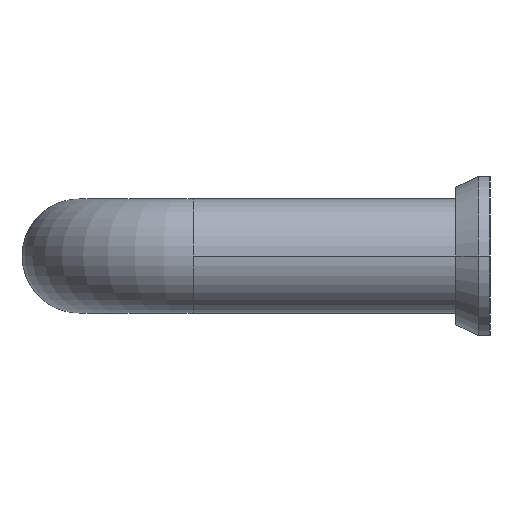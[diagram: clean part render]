
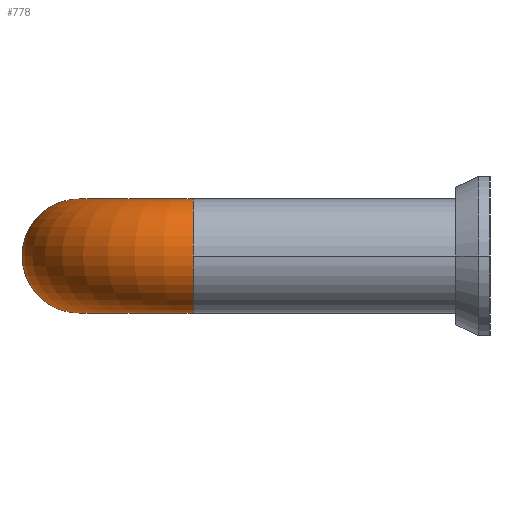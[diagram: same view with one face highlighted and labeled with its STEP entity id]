
A CAD part, left-side view. The second image highlights one B-rep face of the part: STEP entity #778.
In plain terms, the highlighted toroidal (fillet/blend) face has major radius 10 mm and minor radius 5 mm.
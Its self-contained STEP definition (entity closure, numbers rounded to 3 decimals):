
#128=TOROIDAL_SURFACE('',#836,10.,5.);
#134=CIRCLE('',#829,5.);
#139=CIRCLE('',#835,5.);
#140=CIRCLE('',#837,5.);
#141=CIRCLE('',#838,10.);
#142=CIRCLE('',#839,10.);
#143=CIRCLE('',#840,5.);
#204=VERTEX_POINT('',#1215);
#205=VERTEX_POINT('',#1217);
#207=VERTEX_POINT('',#1224);
#208=VERTEX_POINT('',#1228);
#209=VERTEX_POINT('',#1229);
#210=VERTEX_POINT('',#1232);
#346=EDGE_CURVE('',#205,#204,#134,.T.);
#351=EDGE_CURVE('',#204,#207,#139,.T.);
#352=EDGE_CURVE('',#208,#209,#140,.T.);
#353=EDGE_CURVE('',#205,#208,#141,.T.);
#354=EDGE_CURVE('',#207,#210,#142,.T.);
#355=EDGE_CURVE('',#209,#210,#143,.T.);
#460=ORIENTED_EDGE('',*,*,#352,.F.);
#461=ORIENTED_EDGE('',*,*,#353,.F.);
#462=ORIENTED_EDGE('',*,*,#346,.T.);
#463=ORIENTED_EDGE('',*,*,#351,.T.);
#464=ORIENTED_EDGE('',*,*,#354,.T.);
#465=ORIENTED_EDGE('',*,*,#355,.F.);
#662=EDGE_LOOP('',(#460,#461,#462,#463,#464,#465));
#720=FACE_BOUND('',#662,.T.);
#778=ADVANCED_FACE('',(#720),#128,.T.);
#829=AXIS2_PLACEMENT_3D('',#1216,#952,#953);
#835=AXIS2_PLACEMENT_3D('',#1225,#964,#965);
#836=AXIS2_PLACEMENT_3D('',#1226,#966,$);
#837=AXIS2_PLACEMENT_3D('',#1227,#967,#968);
#838=AXIS2_PLACEMENT_3D('',#1230,#969,#970);
#839=AXIS2_PLACEMENT_3D('',#1231,#971,#972);
#840=AXIS2_PLACEMENT_3D('',#1233,#973,#974);
#952=DIRECTION('',(-1.,0.,0.));
#953=DIRECTION('',(0.,0.,5.));
#964=DIRECTION('',(-1.,0.,0.));
#965=DIRECTION('',(0.,5.,0.));
#966=DIRECTION('',(0.,0.,-1.));
#967=DIRECTION('',(0.,-1.,0.));
#968=DIRECTION('',(0.,0.,5.));
#969=DIRECTION('',(0.,0.,1.));
#970=DIRECTION('',(0.,10.,0.));
#971=DIRECTION('',(0.,0.,1.));
#972=DIRECTION('',(0.,10.,0.));
#973=DIRECTION('',(0.,-1.,0.));
#974=DIRECTION('',(-5.,0.,0.));
#1215=CARTESIAN_POINT('',(10.,41.,0.));
#1216=CARTESIAN_POINT('',(10.,36.,0.));
#1217=CARTESIAN_POINT('',(10.,36.,5.));
#1224=CARTESIAN_POINT('',(10.,36.,-5.));
#1225=CARTESIAN_POINT('',(10.,36.,0.));
#1226=CARTESIAN_POINT('',(10.,26.,0.));
#1227=CARTESIAN_POINT('',(0.,26.,0.));
#1228=CARTESIAN_POINT('',(0.,26.,5.));
#1229=CARTESIAN_POINT('',(-5.,26.,0.));
#1230=CARTESIAN_POINT('',(10.,26.,5.));
#1231=CARTESIAN_POINT('',(10.,26.,-5.));
#1232=CARTESIAN_POINT('',(0.,26.,-5.));
#1233=CARTESIAN_POINT('',(0.,26.,0.));
